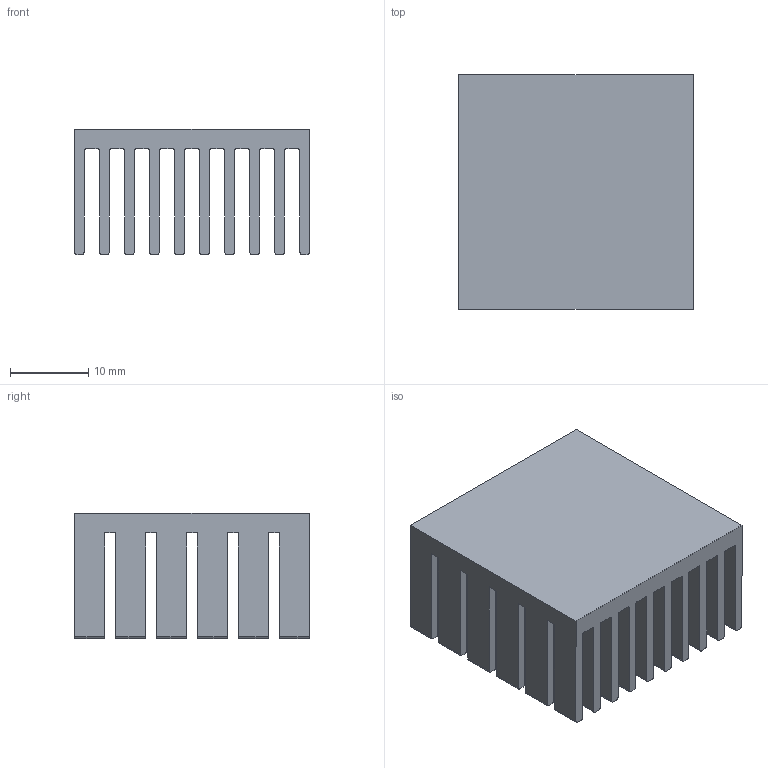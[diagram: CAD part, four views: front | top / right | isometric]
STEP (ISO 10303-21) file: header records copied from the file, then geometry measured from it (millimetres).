
FILE_DESCRIPTION(/* description */ ('Unknown'),/* implementation_level */ '2;1');
FILE_NAME(/* name */ '40906110163030',/* time_stamp */ '2025-06-17T13:13:30+08:00',/* author */ ('Unknown'),/* organization */ ('Unknown'),/* preprocessor_version */ 'ST-DEVELOPER v19.4',/* originating_system */ 'Solid Edge',/* authorisation */ 'Unknown');
FILE_SCHEMA (('AUTOMOTIVE_DESIGN {1 0 10303 214 3 1 1}'));
Length unit declared in the file: millimetre
Products named in the file (2): 40906110163030
Assembly tree (1 placements, depth 2):
  40906110163030
    40906110163030
Bounding box: 30 x 30 x 16 mm (x, y, z)
Volume: 5970.7 mm3; surface area: 10156.5 mm2
Topology: 1 solids, 1 shells, 502 faces, 1404 edges, 936 vertices
Faces by surface type: plane 274, cylinder 228
Entity records: 16293 total; most frequent: DIRECTION 2868, CARTESIAN_POINT 2844, ORIENTED_EDGE 2808, EDGE_CURVE 1404, AXIS2_PLACEMENT_3D 960, LINE 948, VECTOR 948, VERTEX_POINT 936
